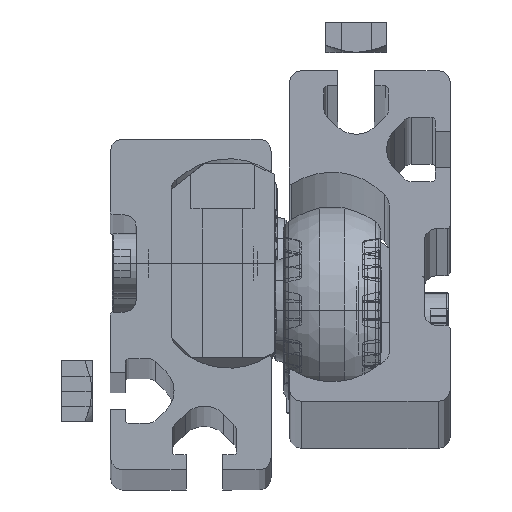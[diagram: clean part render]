
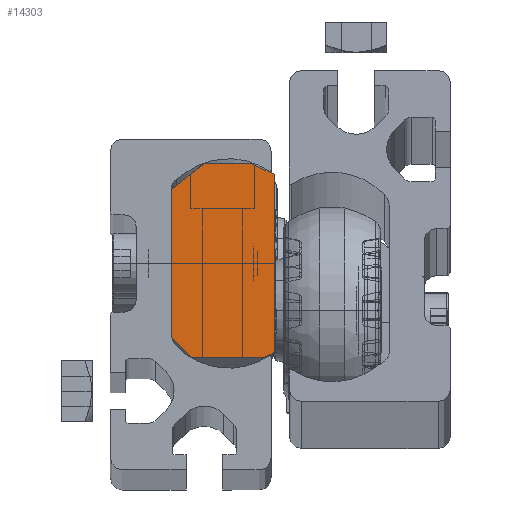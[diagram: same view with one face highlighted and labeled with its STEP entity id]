
A CAD part, top view. The second image highlights one B-rep face of the part: STEP entity #14303.
In plain terms, the highlighted face is planar.
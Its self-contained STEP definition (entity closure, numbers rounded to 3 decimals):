
#240 = LINE ( 'NONE', #20363, #15368 ) ;
#417 = VERTEX_POINT ( 'NONE', #13615 ) ;
#488 = DIRECTION ( 'NONE',  ( 0., 0.616, -0.788 ) ) ;
#612 = VECTOR ( 'NONE', #20056, 1000. ) ;
#650 = LINE ( 'NONE', #2348, #8967 ) ;
#958 = EDGE_CURVE ( 'NONE', #417, #7378, #3532, .T. ) ;
#1344 = EDGE_CURVE ( 'NONE', #20949, #18127, #13152, .T. ) ;
#1557 = EDGE_CURVE ( 'NONE', #417, #18622, #13378, .T. ) ;
#1864 = LINE ( 'NONE', #16582, #19638 ) ;
#2153 = VERTEX_POINT ( 'NONE', #3413 ) ;
#2193 = ORIENTED_EDGE ( 'NONE', *, *, #22034, .T. ) ;
#2348 = CARTESIAN_POINT ( 'NONE',  ( 19., 16.5, -4.6 ) ) ;
#2411 = ORIENTED_EDGE ( 'NONE', *, *, #18936, .F. ) ;
#3413 = CARTESIAN_POINT ( 'NONE',  ( 19., 16.5, 3. ) ) ;
#3532 = LINE ( 'NONE', #7338, #612 ) ;
#3678 = ORIENTED_EDGE ( 'NONE', *, *, #5077, .T. ) ;
#3716 = DIRECTION ( 'NONE',  ( 0., -1., 0. ) ) ;
#4554 = ORIENTED_EDGE ( 'NONE', *, *, #1557, .T. ) ;
#5018 = DIRECTION ( 'NONE',  ( 0., 0., 1. ) ) ;
#5077 = EDGE_CURVE ( 'NONE', #18378, #2153, #650, .T. ) ;
#5146 = DIRECTION ( 'NONE',  ( -1., 0., 0. ) ) ;
#5855 = VECTOR ( 'NONE', #23426, 1000. ) ;
#5879 = CARTESIAN_POINT ( 'NONE',  ( 19., 12.203, 8.5 ) ) ;
#5927 = VERTEX_POINT ( 'NONE', #14389 ) ;
#7253 = EDGE_CURVE ( 'NONE', #7378, #2153, #20151, .T. ) ;
#7338 = CARTESIAN_POINT ( 'NONE',  ( 19., -12.2, 8.5 ) ) ;
#7378 = VERTEX_POINT ( 'NONE', #5879 ) ;
#8358 = CARTESIAN_POINT ( 'NONE',  ( 19., -12.2, 8.5 ) ) ;
#8642 = FACE_OUTER_BOUND ( 'NONE', #21828, .T. ) ;
#8967 = VECTOR ( 'NONE', #11323, 1000. ) ;
#10371 = CARTESIAN_POINT ( 'NONE',  ( 19., -15.5, 5.2 ) ) ;
#10516 = VECTOR ( 'NONE', #19247, 1000. ) ;
#11323 = DIRECTION ( 'NONE',  ( 0., 0., 1. ) ) ;
#12670 = ORIENTED_EDGE ( 'NONE', *, *, #1344, .F. ) ;
#12799 = ORIENTED_EDGE ( 'NONE', *, *, #7253, .F. ) ;
#12806 = CARTESIAN_POINT ( 'NONE',  ( 19., 14.681, -8.5 ) ) ;
#12998 = VECTOR ( 'NONE', #488, 1000. ) ;
#13152 = LINE ( 'NONE', #12806, #15045 ) ;
#13378 = LINE ( 'NONE', #8358, #10516 ) ;
#13551 = ORIENTED_EDGE ( 'NONE', *, *, #22212, .F. ) ;
#13615 = CARTESIAN_POINT ( 'NONE',  ( 19., -12.2, 8.5 ) ) ;
#13891 = PLANE ( 'NONE',  #22901 ) ;
#14241 = CARTESIAN_POINT ( 'NONE',  ( 19., 1.5, 22.2 ) ) ;
#14303 = ADVANCED_FACE ( 'NONE', ( #8642 ), #13891, .F. ) ;
#14389 = CARTESIAN_POINT ( 'NONE',  ( 19., -15.5, -6.7 ) ) ;
#14911 = CARTESIAN_POINT ( 'NONE',  ( 19., -15.5, 5.2 ) ) ;
#15045 = VECTOR ( 'NONE', #3716, 1000. ) ;
#15368 = VECTOR ( 'NONE', #16757, 1000. ) ;
#15948 = ORIENTED_EDGE ( 'NONE', *, *, #958, .F. ) ;
#16582 = CARTESIAN_POINT ( 'NONE',  ( 19., -14.661, -8.5 ) ) ;
#16701 = CARTESIAN_POINT ( 'NONE',  ( 19., 14.681, -8.5 ) ) ;
#16757 = DIRECTION ( 'NONE',  ( 0., -0.423, -0.906 ) ) ;
#16775 = CARTESIAN_POINT ( 'NONE',  ( 19., 12.203, 8.5 ) ) ;
#18127 = VERTEX_POINT ( 'NONE', #21658 ) ;
#18378 = VERTEX_POINT ( 'NONE', #21381 ) ;
#18622 = VERTEX_POINT ( 'NONE', #14911 ) ;
#18936 = EDGE_CURVE ( 'NONE', #18378, #20949, #240, .T. ) ;
#19247 = DIRECTION ( 'NONE',  ( 0., -0.707, -0.707 ) ) ;
#19638 = VECTOR ( 'NONE', #22105, 1000. ) ;
#19957 = LINE ( 'NONE', #10371, #5855 ) ;
#20056 = DIRECTION ( 'NONE',  ( 0., 1., 0. ) ) ;
#20151 = LINE ( 'NONE', #16775, #12998 ) ;
#20363 = CARTESIAN_POINT ( 'NONE',  ( 19., 16.5, -4.6 ) ) ;
#20949 = VERTEX_POINT ( 'NONE', #16701 ) ;
#21381 = CARTESIAN_POINT ( 'NONE',  ( 19., 16.5, -4.6 ) ) ;
#21658 = CARTESIAN_POINT ( 'NONE',  ( 19., -14.661, -8.5 ) ) ;
#21828 = EDGE_LOOP ( 'NONE', ( #12799, #15948, #4554, #2193, #13551, #12670, #2411, #3678 ) ) ;
#22034 = EDGE_CURVE ( 'NONE', #18622, #5927, #19957, .T. ) ;
#22105 = DIRECTION ( 'NONE',  ( 0., -0.423, 0.906 ) ) ;
#22212 = EDGE_CURVE ( 'NONE', #18127, #5927, #1864, .T. ) ;
#22901 = AXIS2_PLACEMENT_3D ( 'NONE', #14241, #5146, #5018 ) ;
#23426 = DIRECTION ( 'NONE',  ( 0., 0., -1. ) ) ;
